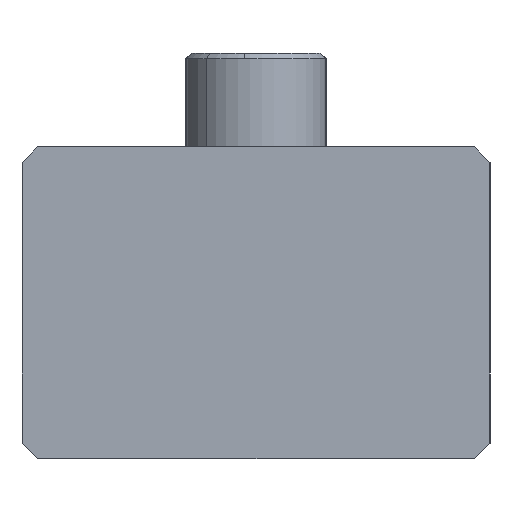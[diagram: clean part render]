
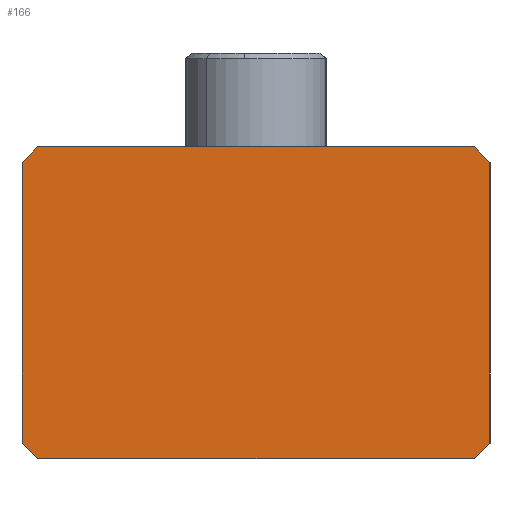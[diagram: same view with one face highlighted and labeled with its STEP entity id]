
A CAD part, left-side view. The second image highlights one B-rep face of the part: STEP entity #166.
In plain terms, the highlighted planar face has unit normal (-1, 0, 0).
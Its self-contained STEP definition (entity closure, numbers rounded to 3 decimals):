
#11 = CARTESIAN_POINT ( 'NONE',  ( -400., 28., -40. ) ) ;
#42 = DIRECTION ( 'NONE',  ( 0., 0., 1. ) ) ;
#50 = DIRECTION ( 'NONE',  ( -1., 0., 0. ) ) ;
#60 = VECTOR ( 'NONE', #193, 1000. ) ;
#62 = VERTEX_POINT ( 'NONE', #493 ) ;
#72 = VECTOR ( 'NONE', #720, 1000. ) ;
#74 = VECTOR ( 'NONE', #112, 1000. ) ;
#78 = VERTEX_POINT ( 'NONE', #1076 ) ;
#112 = DIRECTION ( 'NONE',  ( 0., 0., 1. ) ) ;
#130 = EDGE_CURVE ( 'NONE', #681, #394, #436, .T. ) ;
#166 = ADVANCED_FACE ( 'NONE', ( #1138 ), #629, .T. ) ;
#181 = CARTESIAN_POINT ( 'NONE',  ( -400., -30., -40. ) ) ;
#190 = VERTEX_POINT ( 'NONE', #934 ) ;
#191 = EDGE_CURVE ( 'NONE', #394, #240, #1077, .T. ) ;
#193 = DIRECTION ( 'NONE',  ( 0., -1., 0. ) ) ;
#240 = VERTEX_POINT ( 'NONE', #366 ) ;
#241 = CARTESIAN_POINT ( 'NONE',  ( -400., -30., -40. ) ) ;
#253 = ORIENTED_EDGE ( 'NONE', *, *, #497, .F. ) ;
#294 = ORIENTED_EDGE ( 'NONE', *, *, #1225, .T. ) ;
#303 = LINE ( 'NONE', #773, #485 ) ;
#306 = CARTESIAN_POINT ( 'NONE',  ( -400., -29., -39. ) ) ;
#308 = LINE ( 'NONE', #487, #60 ) ;
#313 = CARTESIAN_POINT ( 'NONE',  ( -400., -30., -38. ) ) ;
#329 = ORIENTED_EDGE ( 'NONE', *, *, #1151, .T. ) ;
#364 = VECTOR ( 'NONE', #390, 1000. ) ;
#366 = CARTESIAN_POINT ( 'NONE',  ( -400., -28., 0. ) ) ;
#387 = CARTESIAN_POINT ( 'NONE',  ( -400., 30., -40. ) ) ;
#390 = DIRECTION ( 'NONE',  ( 0., -1., 0. ) ) ;
#391 = EDGE_CURVE ( 'NONE', #847, #240, #308, .T. ) ;
#394 = VERTEX_POINT ( 'NONE', #599 ) ;
#409 = VERTEX_POINT ( 'NONE', #11 ) ;
#430 = CARTESIAN_POINT ( 'NONE',  ( -400., -30., -40. ) ) ;
#436 = LINE ( 'NONE', #241, #1241 ) ;
#437 = ORIENTED_EDGE ( 'NONE', *, *, #391, .F. ) ;
#471 = LINE ( 'NONE', #181, #364 ) ;
#474 = DIRECTION ( 'NONE',  ( 0., -0.707, -0.707 ) ) ;
#485 = VECTOR ( 'NONE', #474, 1000. ) ;
#487 = CARTESIAN_POINT ( 'NONE',  ( -400., -30., 0. ) ) ;
#493 = CARTESIAN_POINT ( 'NONE',  ( -400., -28., -40. ) ) ;
#497 = EDGE_CURVE ( 'NONE', #78, #190, #1150, .T. ) ;
#515 = EDGE_LOOP ( 'NONE', ( #1247, #668, #437, #593, #253, #294, #329, #733 ) ) ;
#529 = CARTESIAN_POINT ( 'NONE',  ( -400., -49., -21. ) ) ;
#542 = CARTESIAN_POINT ( 'NONE',  ( -400., 28., 0. ) ) ;
#582 = LINE ( 'NONE', #306, #72 ) ;
#585 = EDGE_CURVE ( 'NONE', #847, #190, #649, .T. ) ;
#593 = ORIENTED_EDGE ( 'NONE', *, *, #585, .T. ) ;
#599 = CARTESIAN_POINT ( 'NONE',  ( -400., -30., -2. ) ) ;
#629 = PLANE ( 'NONE',  #665 ) ;
#638 = VECTOR ( 'NONE', #1216, 1000. ) ;
#649 = LINE ( 'NONE', #1102, #726 ) ;
#659 = EDGE_CURVE ( 'NONE', #62, #681, #582, .T. ) ;
#665 = AXIS2_PLACEMENT_3D ( 'NONE', #430, #50, #42 ) ;
#668 = ORIENTED_EDGE ( 'NONE', *, *, #191, .T. ) ;
#681 = VERTEX_POINT ( 'NONE', #313 ) ;
#720 = DIRECTION ( 'NONE',  ( 0., -0.707, 0.707 ) ) ;
#726 = VECTOR ( 'NONE', #1196, 1000. ) ;
#733 = ORIENTED_EDGE ( 'NONE', *, *, #659, .T. ) ;
#744 = DIRECTION ( 'NONE',  ( 0., 0., 1. ) ) ;
#773 = CARTESIAN_POINT ( 'NONE',  ( -400., -1., -69. ) ) ;
#847 = VERTEX_POINT ( 'NONE', #542 ) ;
#934 = CARTESIAN_POINT ( 'NONE',  ( -400., 30., -2. ) ) ;
#1076 = CARTESIAN_POINT ( 'NONE',  ( -400., 30., -38. ) ) ;
#1077 = LINE ( 'NONE', #529, #638 ) ;
#1102 = CARTESIAN_POINT ( 'NONE',  ( -400., 19., 9. ) ) ;
#1138 = FACE_OUTER_BOUND ( 'NONE', #515, .T. ) ;
#1150 = LINE ( 'NONE', #387, #74 ) ;
#1151 = EDGE_CURVE ( 'NONE', #409, #62, #471, .T. ) ;
#1196 = DIRECTION ( 'NONE',  ( 0., 0.707, -0.707 ) ) ;
#1216 = DIRECTION ( 'NONE',  ( 0., 0.707, 0.707 ) ) ;
#1225 = EDGE_CURVE ( 'NONE', #78, #409, #303, .T. ) ;
#1241 = VECTOR ( 'NONE', #744, 1000. ) ;
#1247 = ORIENTED_EDGE ( 'NONE', *, *, #130, .T. ) ;
